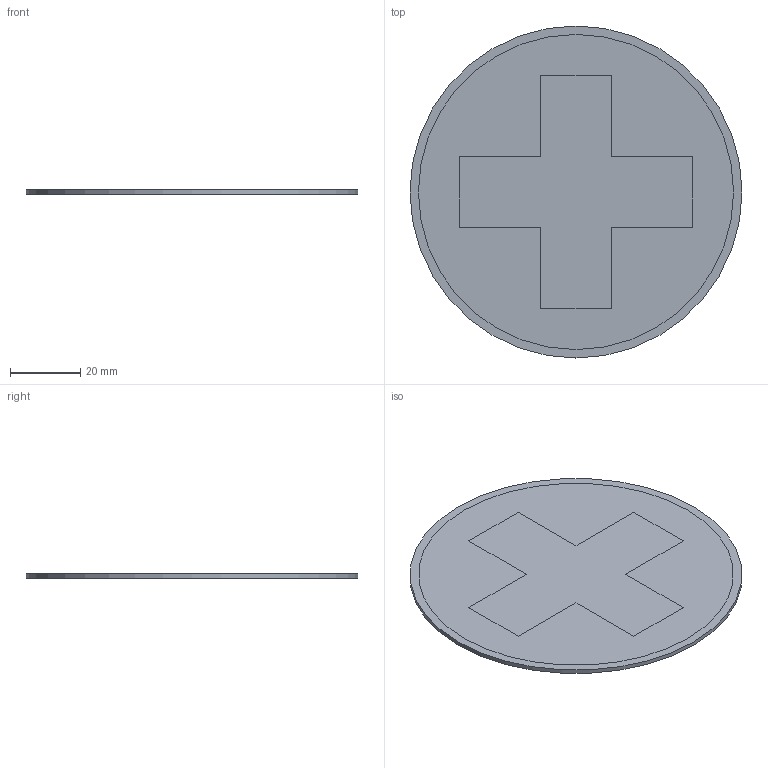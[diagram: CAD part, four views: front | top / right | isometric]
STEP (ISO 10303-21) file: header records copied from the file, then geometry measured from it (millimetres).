
FILE_DESCRIPTION(('FreeCAD Model'),'2;1');
FILE_NAME('swiss_cross_coaster.step','2020-06-28T10:51:23',('Felix Morgner'),(''), 'Open CASCADE STEP processor 7.4','FreeCAD','Unknown');
FILE_SCHEMA(('AUTOMOTIVE_DESIGN { 1 0 10303 214 1 1 1 1 }'));
Length unit declared in the file: millimetre
Products named in the file (4): Swiss_Cross_Coaster; Base; Cross; Ring
Assembly tree (3 placements, depth 2):
  Swiss_Cross_Coaster
    Base
    Cross
    Ring
Bounding box: 94.8 x 94.8 x 1.2 mm (x, y, z)
Volume: 8470.1 mm3; surface area: 15792.8 mm2
Topology: 3 solids, 3 shells, 33 faces, 81 edges, 54 vertices
Faces by surface type: plane 30, cylinder 3
Full cylindrical faces by diameter (mm): 90 x2, 94.8 x1
Entity records: 2114 total; most frequent: CARTESIAN_POINT 334, DIRECTION 323, LINE 231, VECTOR 231, ORIENTED_EDGE 162, PCURVE 162, DEFINITIONAL_REPRESENTATION 162, EDGE_CURVE 81
